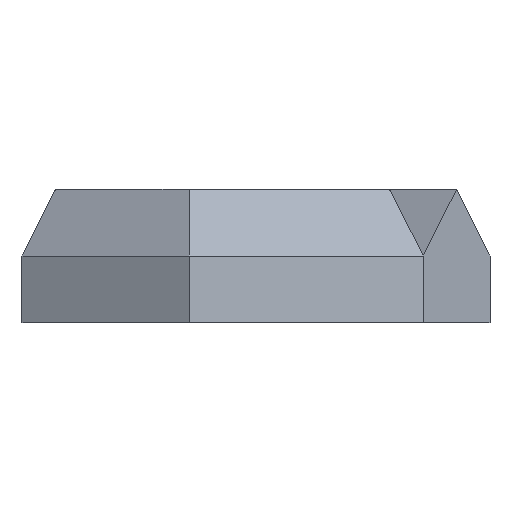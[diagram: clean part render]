
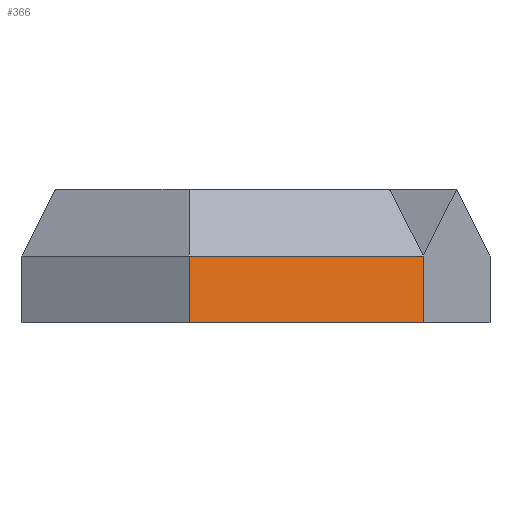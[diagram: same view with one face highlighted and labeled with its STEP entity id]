
A CAD part, left-side view. The second image highlights one B-rep face of the part: STEP entity #366.
In plain terms, the highlighted planar face has unit normal (-0.866, -0.5, 0).
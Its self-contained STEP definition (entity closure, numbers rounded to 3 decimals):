
#127 = VERTEX_POINT('',#128);
#128 = CARTESIAN_POINT('',(-0.866,0.5,0.));
#134 = EDGE_CURVE('',#127,#135,#137,.T.);
#135 = VERTEX_POINT('',#136);
#136 = CARTESIAN_POINT('',(-2.887,4.,0.));
#137 = LINE('',#138,#139);
#138 = CARTESIAN_POINT('',(-1.01,0.75,0.));
#139 = VECTOR('',#140,1.);
#140 = DIRECTION('',(-0.5,0.866,-0.));
#284 = VERTEX_POINT('',#285);
#285 = CARTESIAN_POINT('',(-0.866,0.5,1.));
#291 = EDGE_CURVE('',#127,#284,#292,.T.);
#292 = LINE('',#293,#294);
#293 = CARTESIAN_POINT('',(-0.866,0.5,0.5));
#294 = VECTOR('',#295,1.);
#295 = DIRECTION('',(0.,0.,1.));
#366 = ADVANCED_FACE('',(#367),#385,.T.);
#367 = FACE_BOUND('',#368,.T.);
#368 = EDGE_LOOP('',(#369,#377,#383,#384));
#369 = ORIENTED_EDGE('',*,*,#370,.F.);
#370 = EDGE_CURVE('',#371,#284,#373,.T.);
#371 = VERTEX_POINT('',#372);
#372 = CARTESIAN_POINT('',(-2.887,4.,1.));
#373 = LINE('',#374,#375);
#374 = CARTESIAN_POINT('',(-1.26,1.183,1.));
#375 = VECTOR('',#376,1.);
#376 = DIRECTION('',(0.5,-0.866,0.));
#377 = ORIENTED_EDGE('',*,*,#378,.F.);
#378 = EDGE_CURVE('',#135,#371,#379,.T.);
#379 = LINE('',#380,#381);
#380 = CARTESIAN_POINT('',(-2.887,4.,0.5));
#381 = VECTOR('',#382,1.);
#382 = DIRECTION('',(0.,0.,1.));
#383 = ORIENTED_EDGE('',*,*,#134,.F.);
#384 = ORIENTED_EDGE('',*,*,#291,.T.);
#385 = PLANE('',#386);
#386 = AXIS2_PLACEMENT_3D('',#387,#388,#389);
#387 = CARTESIAN_POINT('',(-1.876,2.25,0.5));
#388 = DIRECTION('',(-0.866,-0.5,0.));
#389 = DIRECTION('',(0.5,-0.866,0.));
